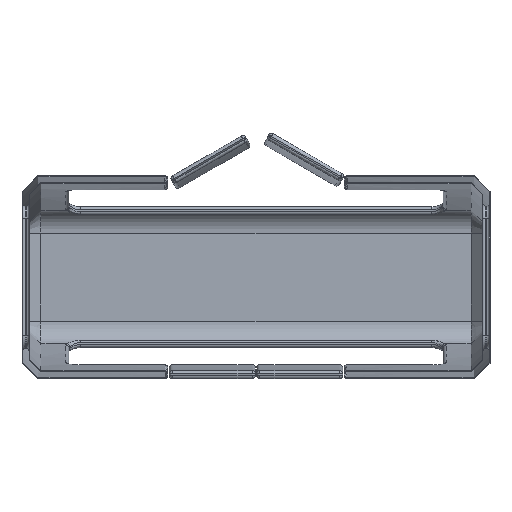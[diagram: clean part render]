
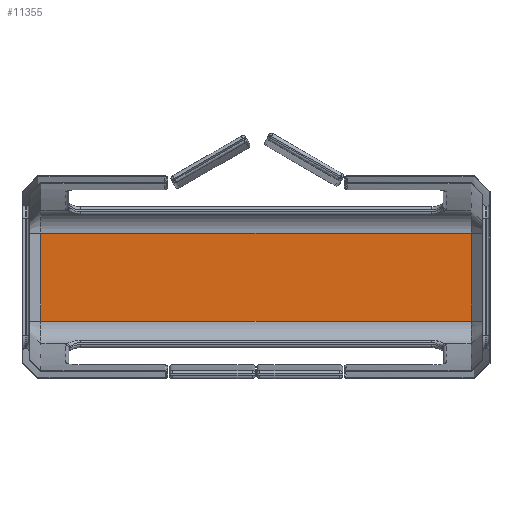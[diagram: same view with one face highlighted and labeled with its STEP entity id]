
A CAD part, front view. The second image highlights one B-rep face of the part: STEP entity #11355.
In plain terms, the highlighted planar face has unit normal (0, -1, 0).
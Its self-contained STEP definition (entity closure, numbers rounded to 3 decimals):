
#387 = PLANE ( 'NONE',  #4342 ) ;
#541 = VECTOR ( 'NONE', #4166, 1000. ) ;
#1448 = CARTESIAN_POINT ( 'NONE',  ( -1379.289, 887.5, -281.676 ) ) ;
#2509 = EDGE_CURVE ( 'NONE', #24021, #15624, #10078, .T. ) ;
#3536 = EDGE_CURVE ( 'NONE', #15624, #26067, #12266, .T. ) ;
#4166 = DIRECTION ( 'NONE',  ( -1., 0., 0. ) ) ;
#4342 = AXIS2_PLACEMENT_3D ( 'NONE', #5171, #19644, #21931 ) ;
#5171 = CARTESIAN_POINT ( 'NONE',  ( -1500., 887.5, 650. ) ) ;
#5831 = LINE ( 'NONE', #5879, #8072 ) ;
#5879 = CARTESIAN_POINT ( 'NONE',  ( 1379.289, 887.5, 650. ) ) ;
#5977 = VECTOR ( 'NONE', #22403, 1000. ) ;
#6483 = CARTESIAN_POINT ( 'NONE',  ( -1500., 887.5, -281.676 ) ) ;
#8072 = VECTOR ( 'NONE', #10576, 1000. ) ;
#9288 = EDGE_LOOP ( 'NONE', ( #28535, #28130, #19985, #23654 ) ) ;
#10078 = LINE ( 'NONE', #10562, #5977 ) ;
#10562 = CARTESIAN_POINT ( 'NONE',  ( -1379.289, 887.5, 650. ) ) ;
#10576 = DIRECTION ( 'NONE',  ( 0., 0., -1. ) ) ;
#11355 = ADVANCED_FACE ( 'NONE', ( #30046 ), #387, .T. ) ;
#12266 = LINE ( 'NONE', #26498, #22753 ) ;
#13251 = LINE ( 'NONE', #6483, #541 ) ;
#13651 = CARTESIAN_POINT ( 'NONE',  ( 1379.289, 887.5, -281.676 ) ) ;
#15624 = VERTEX_POINT ( 'NONE', #15771 ) ;
#15771 = CARTESIAN_POINT ( 'NONE',  ( -1379.289, 887.5, 281.676 ) ) ;
#19644 = DIRECTION ( 'NONE',  ( 0., -1., 0. ) ) ;
#19985 = ORIENTED_EDGE ( 'NONE', *, *, #3536, .F. ) ;
#21156 = CARTESIAN_POINT ( 'NONE',  ( 1379.289, 887.5, 281.676 ) ) ;
#21250 = EDGE_CURVE ( 'NONE', #27973, #24021, #13251, .T. ) ;
#21390 = DIRECTION ( 'NONE',  ( 1., 0., 0. ) ) ;
#21931 = DIRECTION ( 'NONE',  ( 1., 0., 0. ) ) ;
#22403 = DIRECTION ( 'NONE',  ( 0., 0., 1. ) ) ;
#22753 = VECTOR ( 'NONE', #21390, 1000. ) ;
#23654 = ORIENTED_EDGE ( 'NONE', *, *, #2509, .F. ) ;
#24021 = VERTEX_POINT ( 'NONE', #1448 ) ;
#25750 = EDGE_CURVE ( 'NONE', #26067, #27973, #5831, .T. ) ;
#26067 = VERTEX_POINT ( 'NONE', #21156 ) ;
#26498 = CARTESIAN_POINT ( 'NONE',  ( -1500., 887.5, 281.676 ) ) ;
#27973 = VERTEX_POINT ( 'NONE', #13651 ) ;
#28130 = ORIENTED_EDGE ( 'NONE', *, *, #25750, .F. ) ;
#28535 = ORIENTED_EDGE ( 'NONE', *, *, #21250, .F. ) ;
#30046 = FACE_OUTER_BOUND ( 'NONE', #9288, .T. ) ;
